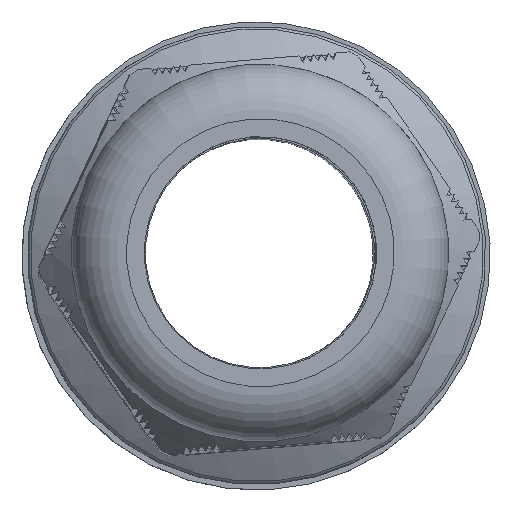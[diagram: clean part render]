
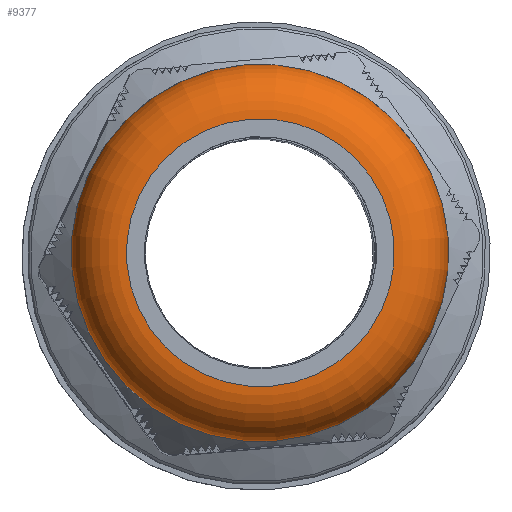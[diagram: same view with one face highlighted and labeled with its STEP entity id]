
A CAD part, left-side view. The second image highlights one B-rep face of the part: STEP entity #9377.
In plain terms, the highlighted toroidal (fillet/blend) face has major radius 12.475 mm and minor radius 5.09 mm.
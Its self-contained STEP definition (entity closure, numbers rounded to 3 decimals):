
#2314=FACE_BOUND('',#3249,.T.);
#2697=FACE_OUTER_BOUND('',#3248,.T.);
#3248=EDGE_LOOP('',(#8146));
#3249=EDGE_LOOP('',(#8147));
#3681=CIRCLE('',#10196,12.475);
#3682=CIRCLE('',#10198,17.565);
#4483=VERTEX_POINT('',#20782);
#4484=VERTEX_POINT('',#20785);
#5748=EDGE_CURVE('',#4483,#4483,#3681,.T.);
#5749=EDGE_CURVE('',#4484,#4484,#3682,.T.);
#8146=ORIENTED_EDGE('',*,*,#5749,.F.);
#8147=ORIENTED_EDGE('',*,*,#5748,.T.);
#9012=TOROIDAL_SURFACE('',#10197,12.475,5.09);
#9377=ADVANCED_FACE('',(#2697,#2314),#9012,.T.);
#10196=AXIS2_PLACEMENT_3D('',#20783,#12168,#12169);
#10197=AXIS2_PLACEMENT_3D('',#20784,#12170,#12171);
#10198=AXIS2_PLACEMENT_3D('',#20786,#12172,#12173);
#12168=DIRECTION('center_axis',(1.,0.,0.));
#12169=DIRECTION('ref_axis',(0.,0.,-1.));
#12170=DIRECTION('center_axis',(1.,0.,0.));
#12171=DIRECTION('ref_axis',(0.,0.,-1.));
#12172=DIRECTION('center_axis',(1.,0.,0.));
#12173=DIRECTION('ref_axis',(0.,0.,-1.));
#20782=CARTESIAN_POINT('',(-24.91,12.475,0.));
#20783=CARTESIAN_POINT('Origin',(-24.91,0.,0.));
#20784=CARTESIAN_POINT('Origin',(-19.82,0.,0.));
#20785=CARTESIAN_POINT('',(-19.82,17.565,0.));
#20786=CARTESIAN_POINT('Origin',(-19.82,0.,0.));
